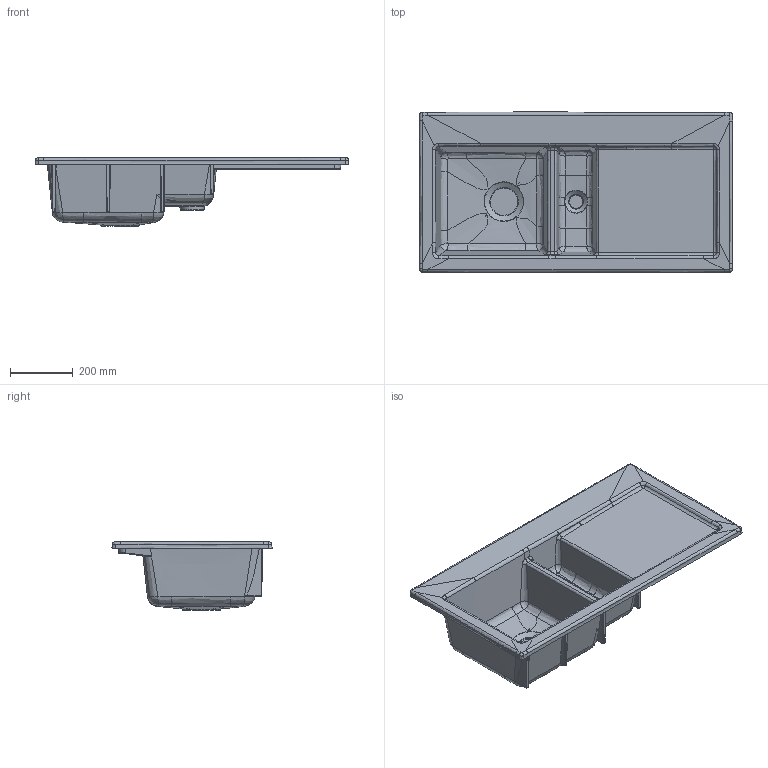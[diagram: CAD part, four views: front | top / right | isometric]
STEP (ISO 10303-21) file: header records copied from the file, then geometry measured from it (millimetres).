
FILE_DESCRIPTION(/* description */ (''),/* implementation_level */ '2;1');
FILE_NAME(/* name */ 'Spuele_6770_Subway_60.stp',/* time_stamp */ '2019-02-20T09:13:22+01:00',/* author */ (''),/* organization */ (''),/* preprocessor_version */ 'ST-DEVELOPER v16',/* originating_system */ 'SIEMENS PLM Software NX 10.0',/* authorisation */ '');
FILE_SCHEMA (('AUTOMOTIVE_DESIGN { 1 0 10303 214 3 1 1 1 }'));
Products named in the file (1): Sier17C06C057n57
Bounding box: 1001.05 x 511.37 x 219.88 mm (x, y, z)
Volume: 13165840.8 mm3; surface area: 1686326.1 mm2
Topology: 1 solids, 1 shells, 348 faces, 870 edges, 512 vertices
Faces by surface type: bspline 346, extrusion 2
Entity records: 33725 total; most frequent: CARTESIAN_POINT 28700, ORIENTED_EDGE 1686, EDGE_CURVE 843, B_SPLINE_CURVE_WITH_KNOTS 663, VERTEX_POINT 508, EDGE_LOOP 359, ADVANCED_FACE 348, FACE_OUTER_BOUND 337
